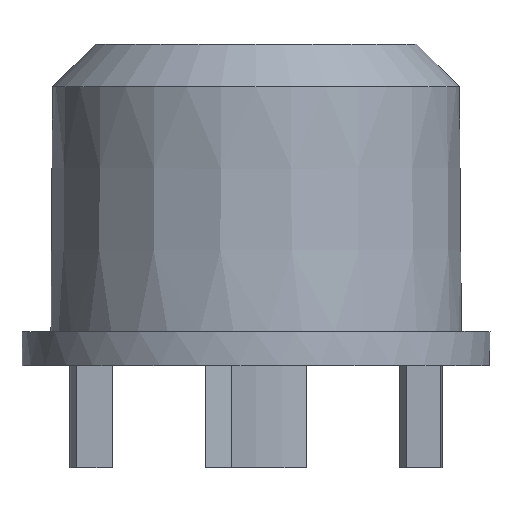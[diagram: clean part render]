
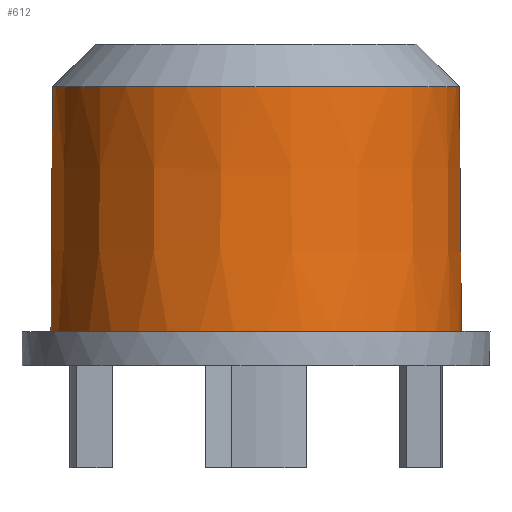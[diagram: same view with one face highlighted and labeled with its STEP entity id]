
A CAD part, front view. The second image highlights one B-rep face of the part: STEP entity #612.
In plain terms, the highlighted conical face has half-angle 0.5 degrees and reference radius 4.8 mm.
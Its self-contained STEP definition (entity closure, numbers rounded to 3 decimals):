
#585=CARTESIAN_POINT('',(-641.49,-2235.884,-628.313));
#586=DIRECTION('',(0.,0.001,-1.));
#587=DIRECTION('',(1.0,0.,0.));
#588=AXIS2_PLACEMENT_3D('',#585,#586,#587);
#589=CONICAL_SURFACE('',#588,4.8,0.5);
#590=CARTESIAN_POINT('',(-645.415,-2238.689,-631.19));
#591=VERTEX_POINT('',#590);
#592=CARTESIAN_POINT('',(-641.49,-2235.881,-631.188));
#593=DIRECTION('',(0.,-0.001,1.));
#594=DIRECTION('',(1.0,0.,0.));
#595=AXIS2_PLACEMENT_3D('',#592,#593,#594);
#596=CIRCLE('',#595,4.825);
#597=EDGE_CURVE('',#591,#591,#596,.T.);
#598=ORIENTED_EDGE('',*,*,#597,.T.);
#599=EDGE_LOOP('',(#598));
#600=FACE_OUTER_BOUND('',#599,.T.);
#601=CARTESIAN_POINT('',(-636.715,-2235.886,-625.438));
#602=VERTEX_POINT('',#601);
#603=CARTESIAN_POINT('',(-641.49,-2235.886,-625.438));
#604=DIRECTION('',(0.,-0.001,1.));
#605=DIRECTION('',(1.0,0.,0.));
#606=AXIS2_PLACEMENT_3D('',#603,#604,#605);
#607=CIRCLE('',#606,4.775);
#608=EDGE_CURVE('',#602,#602,#607,.T.);
#609=ORIENTED_EDGE('',*,*,#608,.F.);
#610=EDGE_LOOP('',(#609));
#611=FACE_BOUND('',#610,.T.);
#612=ADVANCED_FACE('',(#600,#611),#589,.T.);
